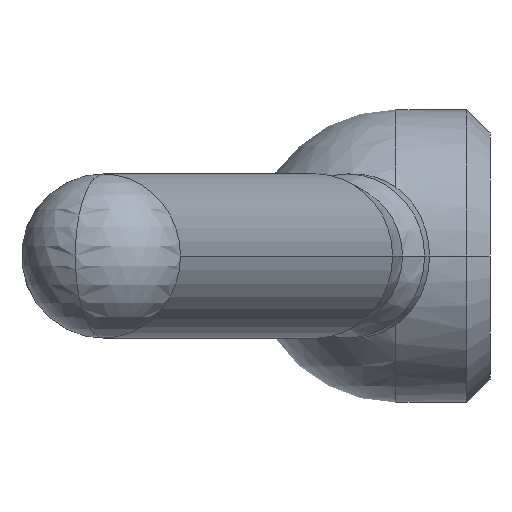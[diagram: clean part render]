
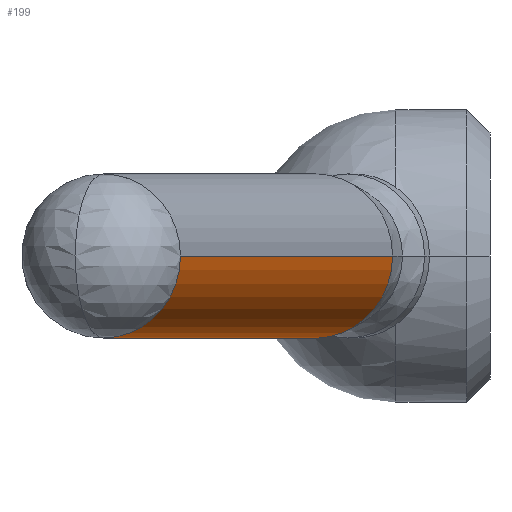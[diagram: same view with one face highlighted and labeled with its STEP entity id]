
A CAD part, left-side view. The second image highlights one B-rep face of the part: STEP entity #199.
In plain terms, the highlighted cylindrical face has radius 7 mm (diameter 14 mm), a partial arc.
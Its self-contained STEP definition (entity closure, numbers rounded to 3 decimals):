
#169=VERTEX_POINT('',#472);
#171=EDGE_CURVE('',#169,#439,#474,.T.);
#199=ADVANCED_FACE('',(#507),#508,.T.);
#221=EDGE_CURVE('',#419,#439,#531,.T.);
#291=EDGE_CURVE('',#311,#419,#610,.T.);
#309=EDGE_CURVE('',#433,#311,#630,.T.);
#311=VERTEX_POINT('',#632);
#379=EDGE_CURVE('',#169,#433,#705,.T.);
#419=VERTEX_POINT('',#752);
#433=VERTEX_POINT('',#766);
#439=VERTEX_POINT('',#772);
#472=CARTESIAN_POINT('',(-16.375,21.477,0.));
#474=CIRCLE('',#804,7.);
#507=FACE_OUTER_BOUND('',#845,.T.);
#508=CYLINDRICAL_SURFACE('',#846,7.0);
#531=LINE('',#881,#882);
#610=CIRCLE('',#1009,7.0);
#630=CIRCLE('',#1082,7.0);
#632=CARTESIAN_POINT('',(-68.5,33.0,-7.));
#705=LINE('',#1270,#1271);
#752=CARTESIAN_POINT('',(-70.894,26.422,0.));
#766=CARTESIAN_POINT('',(-66.106,39.578,0.));
#772=CARTESIAN_POINT('',(-21.164,8.322,0.));
#804=AXIS2_PLACEMENT_3D('',#1404,#1405,#1406);
#845=EDGE_LOOP('',(#1466,#1467,#1468,#1469,#1470));
#846=AXIS2_PLACEMENT_3D('',#1471,#1472,#1473);
#881=CARTESIAN_POINT('',(-46.029,17.372,0.));
#882=VECTOR('',#1496,1.0);
#1009=AXIS2_PLACEMENT_3D('',#1605,#1606,#1607);
#1082=AXIS2_PLACEMENT_3D('',#1631,#1632,#1633);
#1270=CARTESIAN_POINT('',(-41.241,30.528,0.));
#1271=VECTOR('',#1695,1.0);
#1404=CARTESIAN_POINT('',(-18.769,14.9,0.));
#1405=DIRECTION('',(-0.94,0.342,0.));
#1406=DIRECTION('',(0.342,0.94,0.));
#1466=ORIENTED_EDGE('',*,*,#379,.F.);
#1467=ORIENTED_EDGE('',*,*,#171,.T.);
#1468=ORIENTED_EDGE('',*,*,#221,.F.);
#1469=ORIENTED_EDGE('',*,*,#291,.F.);
#1470=ORIENTED_EDGE('',*,*,#309,.F.);
#1471=CARTESIAN_POINT('',(-43.635,23.95,0.));
#1472=DIRECTION('',(0.94,-0.342,0.));
#1473=DIRECTION('',(0.342,0.94,0.));
#1496=DIRECTION('',(0.94,-0.342,0.));
#1605=CARTESIAN_POINT('',(-68.5,33.0,0.));
#1606=DIRECTION('',(-0.94,0.342,0.));
#1607=DIRECTION('',(0.342,0.94,0.));
#1631=CARTESIAN_POINT('',(-68.5,33.0,0.));
#1632=DIRECTION('',(-0.94,0.342,0.));
#1633=DIRECTION('',(0.342,0.94,0.));
#1695=DIRECTION('',(-0.94,0.342,0.));
